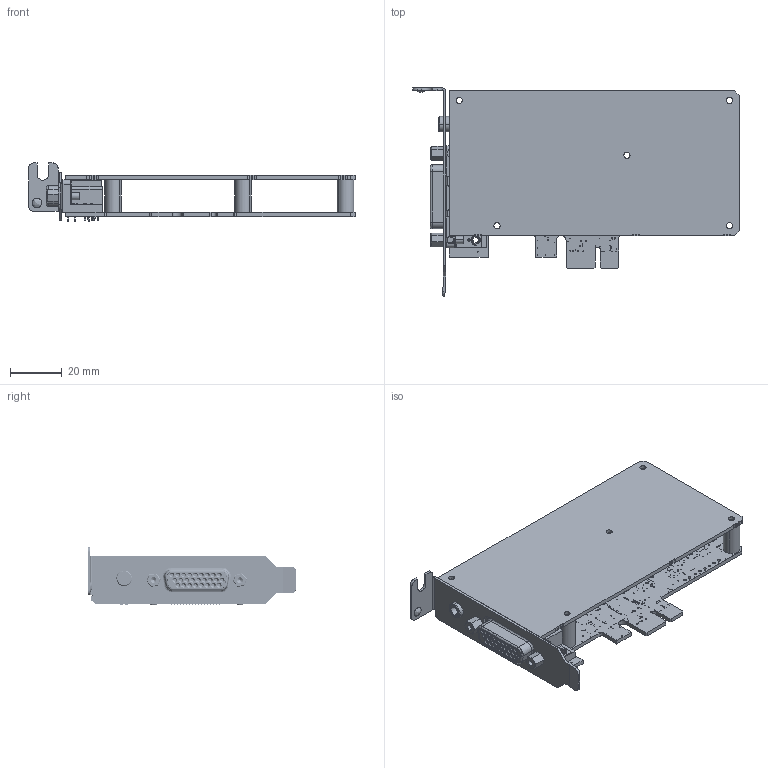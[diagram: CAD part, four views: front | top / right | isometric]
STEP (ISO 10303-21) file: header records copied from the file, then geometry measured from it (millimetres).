
FILE_DESCRIPTION (( 'STEP AP214' ), '1' );
FILE_NAME ('ASI5800-E-Short.STEP', '2024-06-05T19:48:44', ( '' ), ( '' ), 'SwSTEP 2.0', 'SolidWorks 2020', '' );
FILE_SCHEMA (( 'AUTOMOTIVE_DESIGN' ));
Length unit declared in the file: millimetre
Products named in the file (1): ASI5800-E-Short
Bounding box: 125.86 x 80.21 x 22.39 mm (x, y, z)
Volume: 29542.2 mm3; surface area: 38519.5 mm2
Topology: 1 solids, 9 shells, 4068 faces, 11845 edges, 7862 vertices
Faces by surface type: cylinder 2837, plane 1033, bspline 124, cone 74
Entity records: 194690 total; most frequent: CARTESIAN_POINT 34413, DIRECTION 24384, ORIENTED_EDGE 23682, EDGE_CURVE 11841, AXIS2_PLACEMENT_3D 9453, VERTEX_POINT 7862, EDGE_LOOP 6531, CIRCLE 5508
